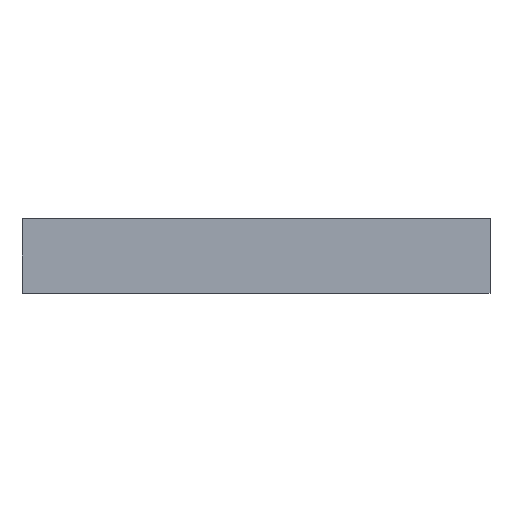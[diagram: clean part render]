
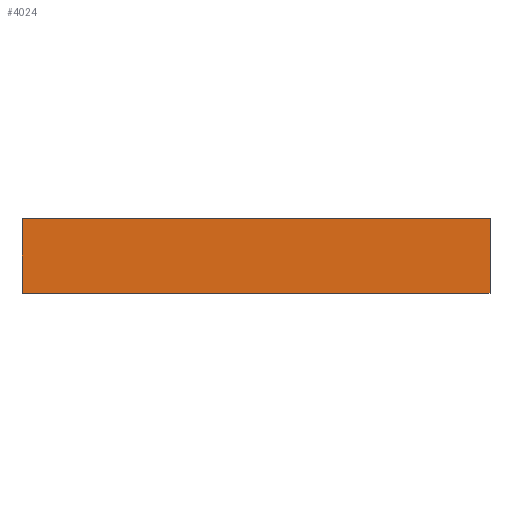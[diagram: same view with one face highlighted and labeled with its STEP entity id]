
A CAD part, left-side view. The second image highlights one B-rep face of the part: STEP entity #4024.
In plain terms, the highlighted planar face has unit normal (-1, 0, 0).
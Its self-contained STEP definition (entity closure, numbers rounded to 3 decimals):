
#85 = DIRECTION ( 'NONE',  ( -1., 0., 0. ) ) ;
#299 = VERTEX_POINT ( 'NONE', #1644 ) ;
#464 = ORIENTED_EDGE ( 'NONE', *, *, #3270, .F. ) ;
#538 = ORIENTED_EDGE ( 'NONE', *, *, #1710, .T. ) ;
#604 = VECTOR ( 'NONE', #4932, 1000. ) ;
#653 = LINE ( 'NONE', #5909, #7513 ) ;
#882 = CARTESIAN_POINT ( 'NONE',  ( -30., -25., 0. ) ) ;
#1644 = CARTESIAN_POINT ( 'NONE',  ( -30., 25., -8. ) ) ;
#1710 = EDGE_CURVE ( 'NONE', #299, #2358, #653, .T. ) ;
#1790 = CARTESIAN_POINT ( 'NONE',  ( -30., 25., -8. ) ) ;
#2358 = VERTEX_POINT ( 'NONE', #3788 ) ;
#2858 = DIRECTION ( 'NONE',  ( 0., -1., 0. ) ) ;
#3187 = ORIENTED_EDGE ( 'NONE', *, *, #7524, .F. ) ;
#3270 = EDGE_CURVE ( 'NONE', #4391, #3716, #4824, .T. ) ;
#3426 = LINE ( 'NONE', #6370, #3728 ) ;
#3716 = VERTEX_POINT ( 'NONE', #6586 ) ;
#3728 = VECTOR ( 'NONE', #5090, 1000. ) ;
#3788 = CARTESIAN_POINT ( 'NONE',  ( -30., -25., -8. ) ) ;
#4024 = ADVANCED_FACE ( 'NONE', ( #5222 ), #6359, .T. ) ;
#4391 = VERTEX_POINT ( 'NONE', #6030 ) ;
#4584 = EDGE_CURVE ( 'NONE', #2358, #3716, #3426, .T. ) ;
#4693 = AXIS2_PLACEMENT_3D ( 'NONE', #7495, #85, #6969 ) ;
#4824 = LINE ( 'NONE', #882, #4928 ) ;
#4928 = VECTOR ( 'NONE', #6444, 1000. ) ;
#4932 = DIRECTION ( 'NONE',  ( 0., 0., 1. ) ) ;
#5090 = DIRECTION ( 'NONE',  ( 0., 0., 1. ) ) ;
#5222 = FACE_OUTER_BOUND ( 'NONE', #5844, .T. ) ;
#5497 = LINE ( 'NONE', #1790, #604 ) ;
#5844 = EDGE_LOOP ( 'NONE', ( #464, #3187, #538, #6310 ) ) ;
#5909 = CARTESIAN_POINT ( 'NONE',  ( -30., -25., -8. ) ) ;
#6030 = CARTESIAN_POINT ( 'NONE',  ( -30., 25., 0. ) ) ;
#6310 = ORIENTED_EDGE ( 'NONE', *, *, #4584, .T. ) ;
#6359 = PLANE ( 'NONE',  #4693 ) ;
#6370 = CARTESIAN_POINT ( 'NONE',  ( -30., -25., -8. ) ) ;
#6444 = DIRECTION ( 'NONE',  ( 0., -1., 0. ) ) ;
#6586 = CARTESIAN_POINT ( 'NONE',  ( -30., -25., 0. ) ) ;
#6969 = DIRECTION ( 'NONE',  ( 0., -1., 0. ) ) ;
#7495 = CARTESIAN_POINT ( 'NONE',  ( -30., -25., -8. ) ) ;
#7513 = VECTOR ( 'NONE', #2858, 1000. ) ;
#7524 = EDGE_CURVE ( 'NONE', #299, #4391, #5497, .T. ) ;
